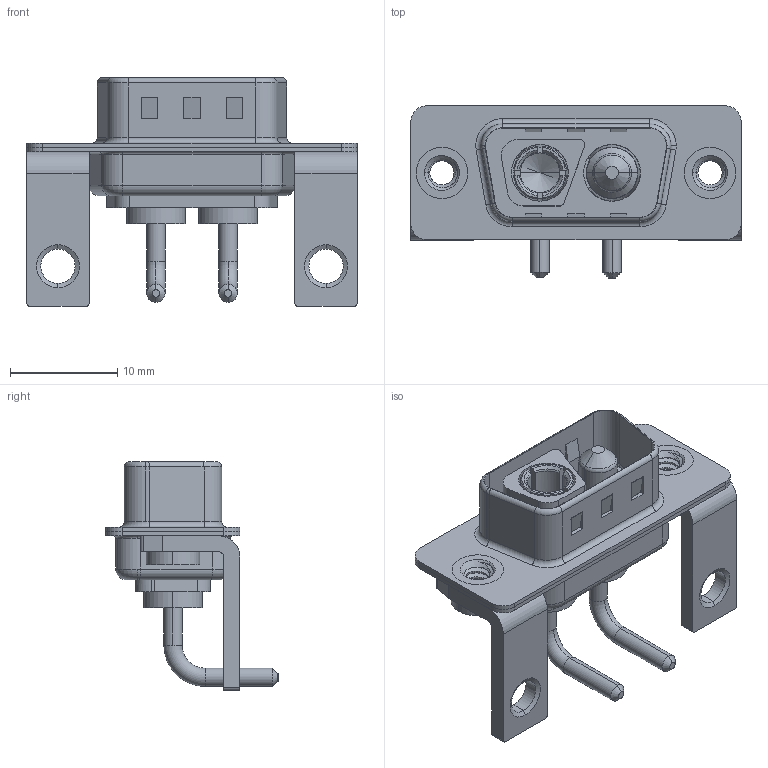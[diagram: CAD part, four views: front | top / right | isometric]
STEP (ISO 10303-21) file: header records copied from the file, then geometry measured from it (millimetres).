
FILE_DESCRIPTION (( 'STEP AP203' ), '1' );
FILE_NAME ('629-2WK2240-1NC.STEP', '2022-05-04T03:43:58', ( '' ), ( '' ), 'SwSTEP 2.0', 'SolidWorks 2020', '' );
FILE_SCHEMA (( 'CONFIG_CONTROL_DESIGN' ));
Length unit declared in the file: millimetre
Products named in the file (8): Power Socket_10A RA; 629Combo Shell Front_09 Contacts; 629Combo Threaded Rivet_2; 629Combo Stabilizer Bracket; 629Combo Shell Rear_09 Contacts; Power Pin_10A RA; 629-2WK2240-1NC; 629Combo Housing_2WK2
Assembly tree (9 placements, depth 2):
  629-2WK2240-1NC
    629Combo Housing_2WK2
    629Combo Shell Rear_09 Contacts
    629Combo Shell Front_09 Contacts
    629Combo Threaded Rivet_2  x2
    629Combo Stabilizer Bracket  x2
    Power Socket_10A RA
    Power Pin_10A RA
Bounding box: 30.8 x 16.05 x 21.3 mm (x, y, z)
Volume: 1875.4 mm3; surface area: 4674 mm2
Topology: 11 solids, 11 shells, 483 faces, 1210 edges, 765 vertices
Faces by surface type: cylinder 204, plane 171, torus 60, cone 40, bspline 8
Entity records: 15265 total; most frequent: CARTESIAN_POINT 3973, DIRECTION 2291, ORIENTED_EDGE 2118, EDGE_CURVE 1059, AXIS2_PLACEMENT_3D 886, VERTEX_POINT 671, LINE 519, VECTOR 519
